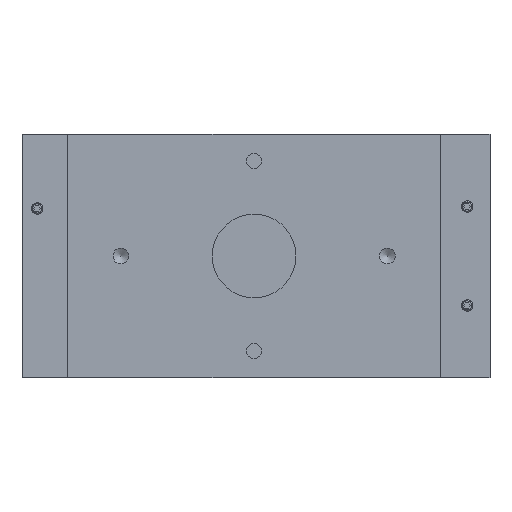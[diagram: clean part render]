
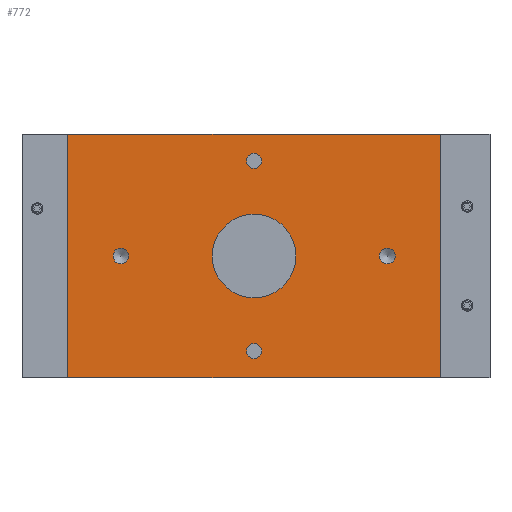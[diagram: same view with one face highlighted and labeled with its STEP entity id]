
A CAD part, front view. The second image highlights one B-rep face of the part: STEP entity #772.
In plain terms, the highlighted planar face has unit normal (0, -1, 0).
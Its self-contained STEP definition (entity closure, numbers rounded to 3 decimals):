
#772 = ADVANCED_FACE( '', ( #1789, #1790, #1791, #1792, #1793, #1794 ), #1795, .F. );
#1789 = FACE_BOUND( '', #3098, .T. );
#1790 = FACE_BOUND( '', #3099, .T. );
#1791 = FACE_BOUND( '', #3100, .T. );
#1792 = FACE_BOUND( '', #3101, .T. );
#1793 = FACE_BOUND( '', #3102, .T. );
#1794 = FACE_OUTER_BOUND( '', #3103, .T. );
#1795 = PLANE( '', #3104 );
#3098 = EDGE_LOOP( '', ( #5091 ) );
#3099 = EDGE_LOOP( '', ( #5092 ) );
#3100 = EDGE_LOOP( '', ( #5093 ) );
#3101 = EDGE_LOOP( '', ( #5094 ) );
#3102 = EDGE_LOOP( '', ( #5095 ) );
#3103 = EDGE_LOOP( '', ( #5096, #5097, #5098, #5099 ) );
#3104 = AXIS2_PLACEMENT_3D( '', #5100, #5101, #5102 );
#5091 = ORIENTED_EDGE( '', *, *, #7691, .F. );
#5092 = ORIENTED_EDGE( '', *, *, #7985, .F. );
#5093 = ORIENTED_EDGE( '', *, *, #7727, .F. );
#5094 = ORIENTED_EDGE( '', *, *, #7986, .F. );
#5095 = ORIENTED_EDGE( '', *, *, #7934, .F. );
#5096 = ORIENTED_EDGE( '', *, *, #7529, .T. );
#5097 = ORIENTED_EDGE( '', *, *, #7873, .F. );
#5098 = ORIENTED_EDGE( '', *, *, #7633, .F. );
#5099 = ORIENTED_EDGE( '', *, *, #7987, .T. );
#5100 = CARTESIAN_POINT( '', ( 49., 0., 32. ) );
#5101 = DIRECTION( '', ( 0., 1., 0. ) );
#5102 = DIRECTION( '', ( 0., 0., 1. ) );
#7529 = EDGE_CURVE( '', #8980, #8984, #8986, .T. );
#7633 = EDGE_CURVE( '', #9161, #9163, #9164, .T. );
#7691 = EDGE_CURVE( '', #9258, #9258, #9259, .T. );
#7727 = EDGE_CURVE( '', #9318, #9318, #9319, .T. );
#7873 = EDGE_CURVE( '', #9163, #8984, #9560, .T. );
#7934 = EDGE_CURVE( '', #9651, #9651, #9652, .T. );
#7985 = EDGE_CURVE( '', #9731, #9731, #9732, .T. );
#7986 = EDGE_CURVE( '', #9733, #9733, #9734, .T. );
#7987 = EDGE_CURVE( '', #9161, #8980, #9735, .T. );
#8980 = VERTEX_POINT( '', #11047 );
#8984 = VERTEX_POINT( '', #11053 );
#8986 = LINE( '', #11056, #11057 );
#9161 = VERTEX_POINT( '', #11303 );
#9163 = VERTEX_POINT( '', #11306 );
#9164 = LINE( '', #11307, #11308 );
#9258 = VERTEX_POINT( '', #11434 );
#9259 = CIRCLE( '', #11435, 2. );
#9318 = VERTEX_POINT( '', #11513 );
#9319 = CIRCLE( '', #11514, 2.067 );
#9560 = LINE( '', #11844, #11845 );
#9651 = VERTEX_POINT( '', #11974 );
#9652 = CIRCLE( '', #11975, 11. );
#9731 = VERTEX_POINT( '', #12081 );
#9732 = CIRCLE( '', #12082, 2. );
#9733 = VERTEX_POINT( '', #12083 );
#9734 = CIRCLE( '', #12084, 2.067 );
#9735 = LINE( '', #12085, #12086 );
#11047 = CARTESIAN_POINT( '', ( -49., 0., 32. ) );
#11053 = CARTESIAN_POINT( '', ( -49., 0., -32. ) );
#11056 = CARTESIAN_POINT( '', ( -49., 0., 32. ) );
#11057 = VECTOR( '', #13478, 1000. );
#11303 = CARTESIAN_POINT( '', ( 49., 0., 32. ) );
#11306 = CARTESIAN_POINT( '', ( 49., 0., -32. ) );
#11307 = CARTESIAN_POINT( '', ( 49., 0., 32. ) );
#11308 = VECTOR( '', #13578, 1000. );
#11434 = CARTESIAN_POINT( '', ( 0., 0., 23. ) );
#11435 = AXIS2_PLACEMENT_3D( '', #13644, #13645, #13646 );
#11513 = CARTESIAN_POINT( '', ( -32.933, 0., 0. ) );
#11514 = AXIS2_PLACEMENT_3D( '', #13687, #13688, #13689 );
#11844 = CARTESIAN_POINT( '', ( 49., 0., -32. ) );
#11845 = VECTOR( '', #13875, 1000. );
#11974 = CARTESIAN_POINT( '', ( 0., 0., -11. ) );
#11975 = AXIS2_PLACEMENT_3D( '', #13932, #13933, #13934 );
#12081 = CARTESIAN_POINT( '', ( 0., 0., -27. ) );
#12082 = AXIS2_PLACEMENT_3D( '', #13989, #13990, #13991 );
#12083 = CARTESIAN_POINT( '', ( 37.067, 0., 0. ) );
#12084 = AXIS2_PLACEMENT_3D( '', #13992, #13993, #13994 );
#12085 = CARTESIAN_POINT( '', ( 49., 0., 32. ) );
#12086 = VECTOR( '', #13995, 1000. );
#13478 = DIRECTION( '', ( 0., 0., -1. ) );
#13578 = DIRECTION( '', ( 0., 0., -1. ) );
#13644 = CARTESIAN_POINT( '', ( 0., 0., 25. ) );
#13645 = DIRECTION( '', ( 0., -1., 0. ) );
#13646 = DIRECTION( '', ( 0., 0., -1. ) );
#13687 = CARTESIAN_POINT( '', ( -35., 0., 0. ) );
#13688 = DIRECTION( '', ( 0., -1., 0. ) );
#13689 = DIRECTION( '', ( 1., 0., 0. ) );
#13875 = DIRECTION( '', ( -1., 0., 0. ) );
#13932 = CARTESIAN_POINT( '', ( 0., 0., 0. ) );
#13933 = DIRECTION( '', ( 0., -1., 0. ) );
#13934 = DIRECTION( '', ( 0., 0., -1. ) );
#13989 = CARTESIAN_POINT( '', ( 0., 0., -25. ) );
#13990 = DIRECTION( '', ( 0., -1., 0. ) );
#13991 = DIRECTION( '', ( 0., 0., -1. ) );
#13992 = CARTESIAN_POINT( '', ( 35., 0., 0. ) );
#13993 = DIRECTION( '', ( 0., -1., 0. ) );
#13994 = DIRECTION( '', ( 1., 0., 0. ) );
#13995 = DIRECTION( '', ( -1., 0., 0. ) );
